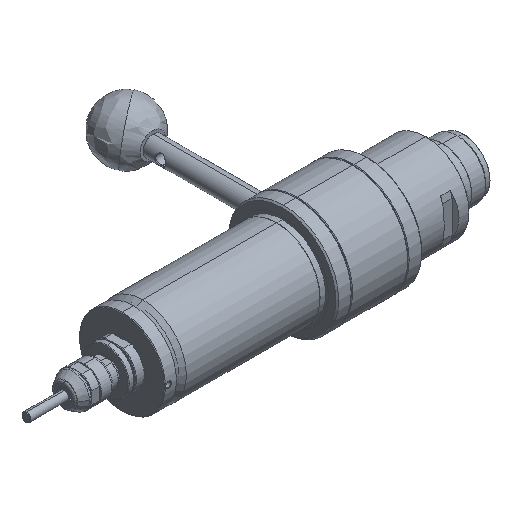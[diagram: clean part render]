
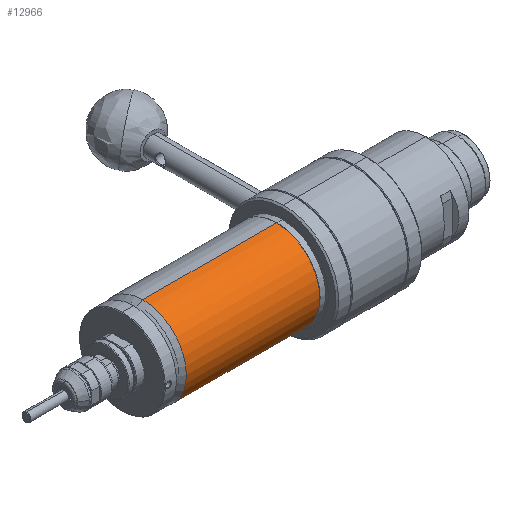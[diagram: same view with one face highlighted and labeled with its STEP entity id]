
A CAD part, isometric view. The second image highlights one B-rep face of the part: STEP entity #12966.
In plain terms, the highlighted cylindrical face has radius 15 mm (diameter 30 mm), a partial arc.
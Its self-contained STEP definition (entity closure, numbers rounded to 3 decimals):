
#85 = DIRECTION ( 'NONE',  ( 0., 0., 1. ) ) ;
#276 = ORIENTED_EDGE ( 'NONE', *, *, #5667, .T. ) ;
#375 = DIRECTION ( 'NONE',  ( 0., 0., 1. ) ) ;
#1053 = VERTEX_POINT ( 'NONE', #10169 ) ;
#1161 = ORIENTED_EDGE ( 'NONE', *, *, #4678, .T. ) ;
#1735 = DIRECTION ( 'NONE',  ( -1., 0., 0. ) ) ;
#2110 = ORIENTED_EDGE ( 'NONE', *, *, #2621, .F. ) ;
#2621 = EDGE_CURVE ( 'NONE', #6900, #1053, #8172, .T. ) ;
#2908 = DIRECTION ( 'NONE',  ( -1., 0., 0. ) ) ;
#3021 = DIRECTION ( 'NONE',  ( 0., 0., 1. ) ) ;
#3163 = DIRECTION ( 'NONE',  ( -1., 0., 0. ) ) ;
#3325 = VERTEX_POINT ( 'NONE', #7378 ) ;
#3411 = ORIENTED_EDGE ( 'NONE', *, *, #9171, .T. ) ;
#3573 = EDGE_CURVE ( 'NONE', #5303, #6900, #10736, .T. ) ;
#3801 = VECTOR ( 'NONE', #1735, 1000. ) ;
#4419 = AXIS2_PLACEMENT_3D ( 'NONE', #12573, #2908, #3021 ) ;
#4678 = EDGE_CURVE ( 'NONE', #3325, #9542, #12414, .T. ) ;
#5027 = LINE ( 'NONE', #14220, #12711 ) ;
#5207 = FACE_OUTER_BOUND ( 'NONE', #11452, .T. ) ;
#5303 = VERTEX_POINT ( 'NONE', #8375 ) ;
#5667 = EDGE_CURVE ( 'NONE', #9542, #1053, #5027, .T. ) ;
#6416 = CARTESIAN_POINT ( 'NONE',  ( 10.098, 0., -15. ) ) ;
#6900 = VERTEX_POINT ( 'NONE', #6416 ) ;
#7378 = CARTESIAN_POINT ( 'NONE',  ( 56.1, -15., 0. ) ) ;
#8172 = CIRCLE ( 'NONE', #13220, 15. ) ;
#8375 = CARTESIAN_POINT ( 'NONE',  ( 56.1, 0., -15. ) ) ;
#9171 = EDGE_CURVE ( 'NONE', #5303, #3325, #13678, .T. ) ;
#9542 = VERTEX_POINT ( 'NONE', #11252 ) ;
#10133 = CARTESIAN_POINT ( 'NONE',  ( 10.098, 0., 0. ) ) ;
#10169 = CARTESIAN_POINT ( 'NONE',  ( 10.098, 0., 15. ) ) ;
#10736 = LINE ( 'NONE', #11257, #3801 ) ;
#10780 = ORIENTED_EDGE ( 'NONE', *, *, #3573, .F. ) ;
#11252 = CARTESIAN_POINT ( 'NONE',  ( 56.1, 0., 15. ) ) ;
#11257 = CARTESIAN_POINT ( 'NONE',  ( 1.437, 0., -15. ) ) ;
#11411 = AXIS2_PLACEMENT_3D ( 'NONE', #12039, #15498, #85 ) ;
#11452 = EDGE_LOOP ( 'NONE', ( #10780, #3411, #1161, #276, #2110 ) ) ;
#12039 = CARTESIAN_POINT ( 'NONE',  ( 56.1, 0., 0. ) ) ;
#12125 = CYLINDRICAL_SURFACE ( 'NONE', #4419, 15. ) ;
#12414 = CIRCLE ( 'NONE', #11411, 15. ) ;
#12573 = CARTESIAN_POINT ( 'NONE',  ( 1.437, 0., 0. ) ) ;
#12711 = VECTOR ( 'NONE', #14173, 1000. ) ;
#12966 = ADVANCED_FACE ( 'NONE', ( #5207 ), #12125, .T. ) ;
#13220 = AXIS2_PLACEMENT_3D ( 'NONE', #10133, #3163, #14897 ) ;
#13597 = CARTESIAN_POINT ( 'NONE',  ( 56.1, 0., 0. ) ) ;
#13678 = CIRCLE ( 'NONE', #14396, 15. ) ;
#14173 = DIRECTION ( 'NONE',  ( -1., 0., 0. ) ) ;
#14220 = CARTESIAN_POINT ( 'NONE',  ( 1.437, 0., 15. ) ) ;
#14396 = AXIS2_PLACEMENT_3D ( 'NONE', #13597, #14786, #375 ) ;
#14786 = DIRECTION ( 'NONE',  ( -1., 0., 0. ) ) ;
#14897 = DIRECTION ( 'NONE',  ( 0., 0., -1. ) ) ;
#15498 = DIRECTION ( 'NONE',  ( -1., 0., 0. ) ) ;
